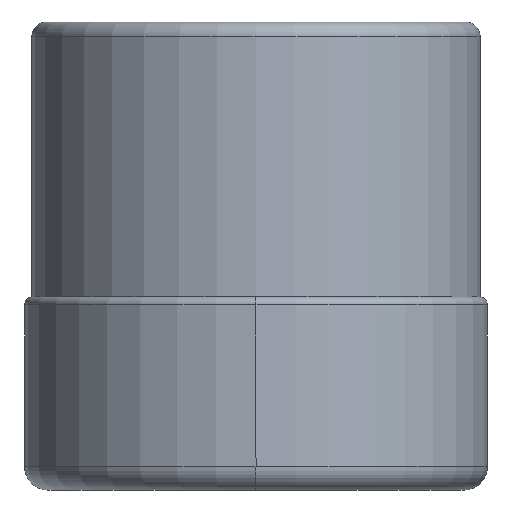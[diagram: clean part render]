
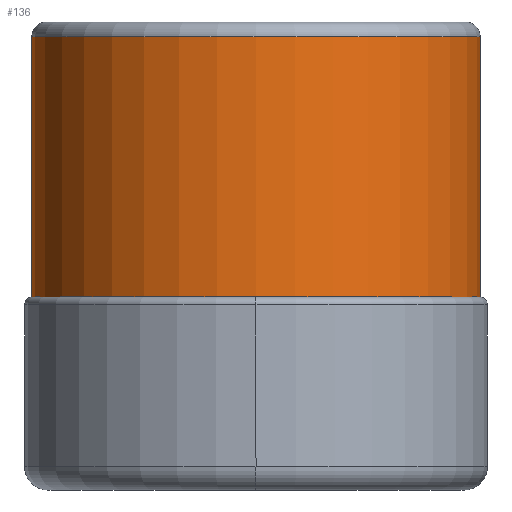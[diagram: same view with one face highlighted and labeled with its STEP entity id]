
A CAD part, left-side view. The second image highlights one B-rep face of the part: STEP entity #136.
In plain terms, the highlighted cylindrical face has radius 30.75 mm (diameter 61.5 mm), a partial arc.
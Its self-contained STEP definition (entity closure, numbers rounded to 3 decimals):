
#100=CYLINDRICAL_SURFACE('',#1309,30.75);
#136=ADVANCED_FACE('',(#218),#100,.T.);
#218=FACE_OUTER_BOUND('',#282,.T.);
#282=EDGE_LOOP('',(#432,#433,#434,#435,#436));
#432=ORIENTED_EDGE('',*,*,#804,.F.);
#433=ORIENTED_EDGE('',*,*,#805,.T.);
#434=ORIENTED_EDGE('',*,*,#803,.F.);
#435=ORIENTED_EDGE('',*,*,#802,.F.);
#436=ORIENTED_EDGE('',*,*,#806,.F.);
#678=VERTEX_POINT('',#2595);
#680=VERTEX_POINT('',#2599);
#681=VERTEX_POINT('',#2603);
#682=VERTEX_POINT('',#2607);
#683=VERTEX_POINT('',#2608);
#802=EDGE_CURVE('',#680,#681,#976,.T.);
#803=EDGE_CURVE('',#681,#678,#977,.T.);
#804=EDGE_CURVE('',#682,#683,#978,.T.);
#805=EDGE_CURVE('',#682,#678,#1109,.T.);
#806=EDGE_CURVE('',#683,#680,#1110,.T.);
#976=CIRCLE('',#1305,30.75);
#977=CIRCLE('',#1306,30.75);
#978=CIRCLE('',#1308,30.75);
#1109=LINE('',#2609,#1144);
#1110=LINE('',#2610,#1145);
#1144=VECTOR('',#1585,1.);
#1145=VECTOR('',#1586,1.);
#1305=AXIS2_PLACEMENT_3D('',#2602,#1577,#1578);
#1306=AXIS2_PLACEMENT_3D('',#2604,#1579,#1580);
#1308=AXIS2_PLACEMENT_3D('',#2606,#1583,#1584);
#1309=AXIS2_PLACEMENT_3D('',#2611,#1587,#1588);
#1577=DIRECTION('',(0.,0.,1.));
#1578=DIRECTION('',(0.,1.,0.));
#1579=DIRECTION('',(0.,0.,1.));
#1580=DIRECTION('',(-0.001,1.,0.));
#1583=DIRECTION('',(0.,0.,-1.));
#1584=DIRECTION('',(0.,-1.,0.));
#1585=DIRECTION('',(0.,0.,1.));
#1586=DIRECTION('',(0.,0.,1.));
#1587=DIRECTION('',(0.,0.,-1.));
#1588=DIRECTION('',(0.,-1.,0.));
#2595=CARTESIAN_POINT('',(0.,-30.75,-2.));
#2599=CARTESIAN_POINT('',(0.,30.75,-2.));
#2602=CARTESIAN_POINT('',(0.,0.,-2.));
#2603=CARTESIAN_POINT('',(-0.016,30.75,-2.));
#2604=CARTESIAN_POINT('',(0.,0.,-2.));
#2606=CARTESIAN_POINT('',(0.,0.,-61.7));
#2607=CARTESIAN_POINT('',(0.,-30.75,-61.7));
#2608=CARTESIAN_POINT('',(0.,30.75,-61.7));
#2609=CARTESIAN_POINT('',(0.,-30.75,-2.));
#2610=CARTESIAN_POINT('',(0.,30.75,-2.));
#2611=CARTESIAN_POINT('',(0.,0.,3.135));
